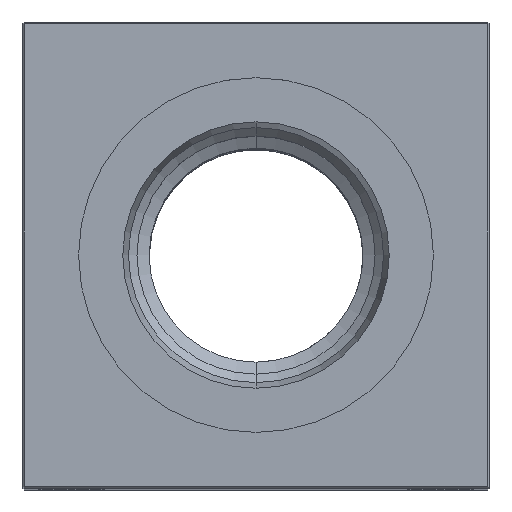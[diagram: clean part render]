
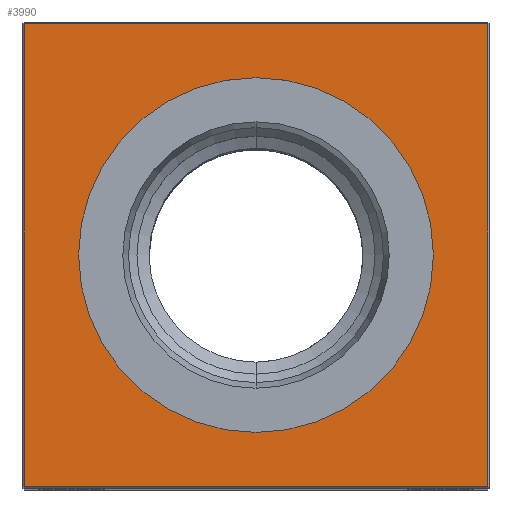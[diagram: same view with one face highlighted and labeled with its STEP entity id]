
A CAD part, top view. The second image highlights one B-rep face of the part: STEP entity #3990.
In plain terms, the highlighted planar face has unit normal (0, 0, 1).
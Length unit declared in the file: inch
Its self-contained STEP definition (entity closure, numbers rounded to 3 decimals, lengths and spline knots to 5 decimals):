
#1229 = VERTEX_POINT ( 'NONE', #20304 ) ;
#1245 = CARTESIAN_POINT ( 'NONE',  ( 0., 0., 7. ) ) ;
#1774 = CARTESIAN_POINT ( 'NONE',  ( 1.49, 1.49, 7. ) ) ;
#2289 = VERTEX_POINT ( 'NONE', #23324 ) ;
#2872 = LINE ( 'NONE', #23714, #16273 ) ;
#3634 = CARTESIAN_POINT ( 'NONE',  ( 0., -1.49, 7. ) ) ;
#3990 = ADVANCED_FACE ( 'NONE', ( #25442, #20399 ), #11574, .F. ) ;
#5709 = ORIENTED_EDGE ( 'NONE', *, *, #18658, .T. ) ;
#9154 = CIRCLE ( 'NONE', #25291, 1.14173 ) ;
#9195 = LINE ( 'NONE', #18146, #27627 ) ;
#9692 = DIRECTION ( 'NONE',  ( 0., 0., -1. ) ) ;
#9707 = VERTEX_POINT ( 'NONE', #16617 ) ;
#10312 = ORIENTED_EDGE ( 'NONE', *, *, #26207, .T. ) ;
#11075 = DIRECTION ( 'NONE',  ( 0., 1., 0. ) ) ;
#11517 = DIRECTION ( 'NONE',  ( 1., 0., 0. ) ) ;
#11574 = PLANE ( 'NONE',  #18305 ) ;
#13274 = EDGE_CURVE ( 'NONE', #24637, #9707, #23320, .T. ) ;
#13929 = EDGE_LOOP ( 'NONE', ( #10312, #5709 ) ) ;
#14209 = CARTESIAN_POINT ( 'NONE',  ( -1.49, 1.49, 7. ) ) ;
#14285 = DIRECTION ( 'NONE',  ( 0., 0., -1. ) ) ;
#15481 = CIRCLE ( 'NONE', #21491, 1.14173 ) ;
#16273 = VECTOR ( 'NONE', #23436, 39.37008 ) ;
#16617 = CARTESIAN_POINT ( 'NONE',  ( 1.49, -1.49, 7. ) ) ;
#17419 = ORIENTED_EDGE ( 'NONE', *, *, #22885, .T. ) ;
#18075 = VERTEX_POINT ( 'NONE', #14209 ) ;
#18146 = CARTESIAN_POINT ( 'NONE',  ( 1.49, 0., 7. ) ) ;
#18305 = AXIS2_PLACEMENT_3D ( 'NONE', #22574, #9692, #27619 ) ;
#18351 = VECTOR ( 'NONE', #11517, 39.37008 ) ;
#18658 = EDGE_CURVE ( 'NONE', #2289, #1229, #15481, .T. ) ;
#18817 = EDGE_CURVE ( 'NONE', #21759, #18075, #27380, .T. ) ;
#19053 = DIRECTION ( 'NONE',  ( -1., 0., 0. ) ) ;
#19251 = ORIENTED_EDGE ( 'NONE', *, *, #13274, .T. ) ;
#20025 = CARTESIAN_POINT ( 'NONE',  ( 0., 0., 7. ) ) ;
#20177 = DIRECTION ( 'NONE',  ( 0., 0., -1. ) ) ;
#20304 = CARTESIAN_POINT ( 'NONE',  ( 0., 1.14173, 7. ) ) ;
#20399 = FACE_BOUND ( 'NONE', #13929, .T. ) ;
#20737 = DIRECTION ( 'NONE',  ( -1., 0., 0. ) ) ;
#21491 = AXIS2_PLACEMENT_3D ( 'NONE', #20025, #20177, #21906 ) ;
#21759 = VERTEX_POINT ( 'NONE', #1774 ) ;
#21906 = DIRECTION ( 'NONE',  ( -1., 0., 0. ) ) ;
#22574 = CARTESIAN_POINT ( 'NONE',  ( 0., 0., 7. ) ) ;
#22885 = EDGE_CURVE ( 'NONE', #9707, #21759, #9195, .T. ) ;
#23320 = LINE ( 'NONE', #3634, #18351 ) ;
#23324 = CARTESIAN_POINT ( 'NONE',  ( 0., -1.14173, 7. ) ) ;
#23436 = DIRECTION ( 'NONE',  ( 0., -1., 0. ) ) ;
#23714 = CARTESIAN_POINT ( 'NONE',  ( -1.49, 0., 7. ) ) ;
#24441 = ORIENTED_EDGE ( 'NONE', *, *, #26796, .T. ) ;
#24637 = VERTEX_POINT ( 'NONE', #26221 ) ;
#25211 = CARTESIAN_POINT ( 'NONE',  ( 0., 1.49, 7. ) ) ;
#25291 = AXIS2_PLACEMENT_3D ( 'NONE', #1245, #14285, #19053 ) ;
#25442 = FACE_OUTER_BOUND ( 'NONE', #26415, .T. ) ;
#26207 = EDGE_CURVE ( 'NONE', #1229, #2289, #9154, .T. ) ;
#26221 = CARTESIAN_POINT ( 'NONE',  ( -1.49, -1.49, 7. ) ) ;
#26415 = EDGE_LOOP ( 'NONE', ( #24441, #19251, #17419, #26880 ) ) ;
#26796 = EDGE_CURVE ( 'NONE', #18075, #24637, #2872, .T. ) ;
#26880 = ORIENTED_EDGE ( 'NONE', *, *, #18817, .T. ) ;
#27013 = VECTOR ( 'NONE', #20737, 39.37008 ) ;
#27380 = LINE ( 'NONE', #25211, #27013 ) ;
#27619 = DIRECTION ( 'NONE',  ( -1., 0., 0. ) ) ;
#27627 = VECTOR ( 'NONE', #11075, 39.37008 ) ;
